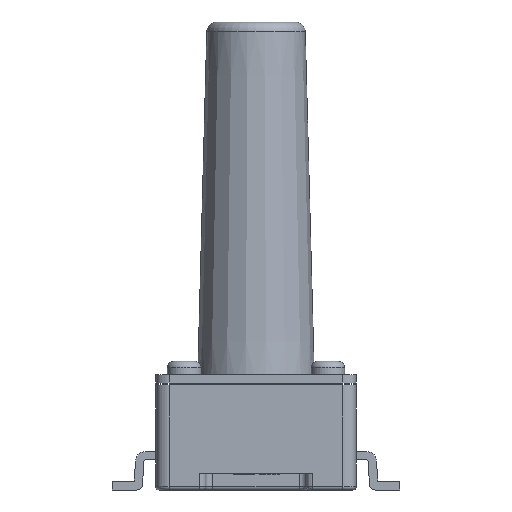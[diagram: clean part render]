
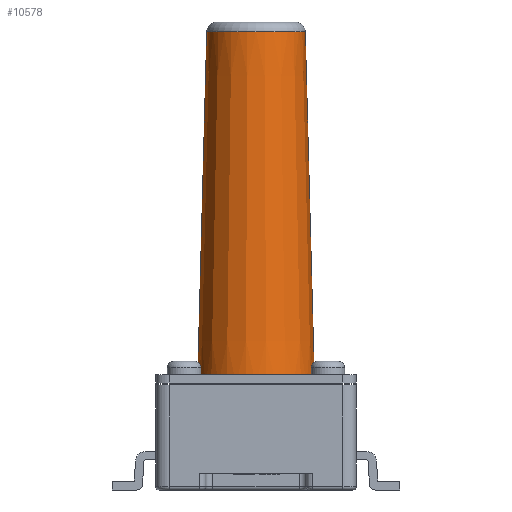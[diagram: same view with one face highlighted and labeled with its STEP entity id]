
A CAD part, front view. The second image highlights one B-rep face of the part: STEP entity #10578.
In plain terms, the highlighted conical face has half-angle 1.5 degrees and reference radius 1.75 mm.
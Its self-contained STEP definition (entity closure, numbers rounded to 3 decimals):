
#991 = ORIENTED_EDGE ( 'NONE', *, *, #9724, .T. ) ;
#1044 = CIRCLE ( 'NONE', #16995, 1.474 ) ;
#1687 = AXIS2_PLACEMENT_3D ( 'NONE', #9776, #1895, #2009 ) ;
#1737 = AXIS2_PLACEMENT_3D ( 'NONE', #10438, #15199, #7098 ) ;
#1895 = DIRECTION ( 'NONE',  ( 0., 0., 1. ) ) ;
#2009 = DIRECTION ( 'NONE',  ( 1., 0., 0. ) ) ;
#4031 = CONICAL_SURFACE ( 'NONE', #1737, 1.75, 0.026 ) ;
#4058 = VERTEX_POINT ( 'NONE', #15447 ) ;
#4228 = CARTESIAN_POINT ( 'NONE',  ( -1.75, 0., 2.65 ) ) ;
#4323 = VECTOR ( 'NONE', #15886, 1000. ) ;
#4336 = LINE ( 'NONE', #4228, #18033 ) ;
#5221 = CARTESIAN_POINT ( 'NONE',  ( 1.474, 0., 13.208 ) ) ;
#5387 = CARTESIAN_POINT ( 'NONE',  ( -1.474, 0., 13.208 ) ) ;
#7098 = DIRECTION ( 'NONE',  ( 1., 0., 0. ) ) ;
#7240 = EDGE_CURVE ( 'NONE', #4058, #12836, #10836, .T. ) ;
#7305 = VERTEX_POINT ( 'NONE', #5387 ) ;
#8320 = ORIENTED_EDGE ( 'NONE', *, *, #13862, .T. ) ;
#9219 = DIRECTION ( 'NONE',  ( 0., 0., -1. ) ) ;
#9724 = EDGE_CURVE ( 'NONE', #20039, #7305, #1044, .T. ) ;
#9776 = CARTESIAN_POINT ( 'NONE',  ( 0., 0., 2.65 ) ) ;
#10282 = ORIENTED_EDGE ( 'NONE', *, *, #13326, .F. ) ;
#10438 = CARTESIAN_POINT ( 'NONE',  ( 0., 0., 2.65 ) ) ;
#10578 = ADVANCED_FACE ( 'NONE', ( #13660 ), #4031, .T. ) ;
#10836 = CIRCLE ( 'NONE', #1687, 1.75 ) ;
#11044 = CARTESIAN_POINT ( 'NONE',  ( 0., 0., 13.208 ) ) ;
#11226 = CARTESIAN_POINT ( 'NONE',  ( 1.75, 0., 2.65 ) ) ;
#12575 = DIRECTION ( 'NONE',  ( -0.026, 0., -1. ) ) ;
#12836 = VERTEX_POINT ( 'NONE', #18669 ) ;
#12947 = LINE ( 'NONE', #11226, #4323 ) ;
#13326 = EDGE_CURVE ( 'NONE', #20039, #12836, #12947, .T. ) ;
#13660 = FACE_OUTER_BOUND ( 'NONE', #16714, .T. ) ;
#13726 = ORIENTED_EDGE ( 'NONE', *, *, #7240, .T. ) ;
#13862 = EDGE_CURVE ( 'NONE', #7305, #4058, #4336, .T. ) ;
#15199 = DIRECTION ( 'NONE',  ( 0., 0., -1. ) ) ;
#15447 = CARTESIAN_POINT ( 'NONE',  ( -1.75, 0., 2.65 ) ) ;
#15886 = DIRECTION ( 'NONE',  ( 0.026, 0., -1. ) ) ;
#16714 = EDGE_LOOP ( 'NONE', ( #991, #8320, #13726, #10282 ) ) ;
#16995 = AXIS2_PLACEMENT_3D ( 'NONE', #11044, #9219, #17232 ) ;
#17232 = DIRECTION ( 'NONE',  ( -1., 0., 0. ) ) ;
#18033 = VECTOR ( 'NONE', #12575, 1000. ) ;
#18669 = CARTESIAN_POINT ( 'NONE',  ( 1.75, 0., 2.65 ) ) ;
#20039 = VERTEX_POINT ( 'NONE', #5221 ) ;
